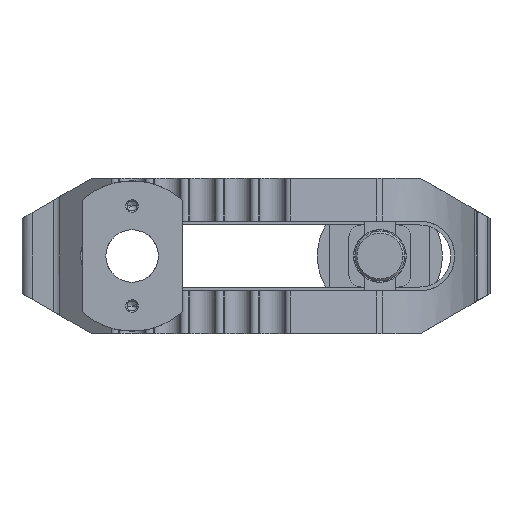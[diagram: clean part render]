
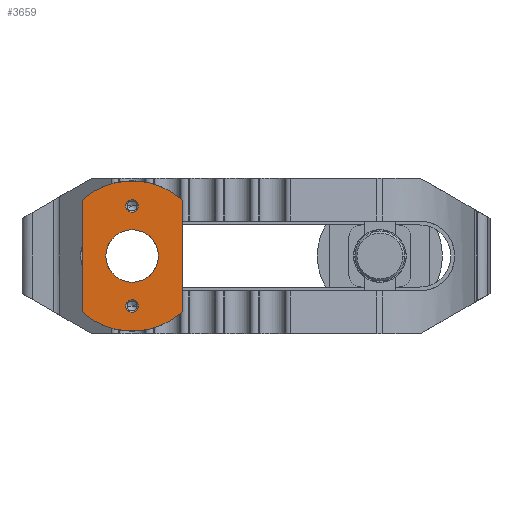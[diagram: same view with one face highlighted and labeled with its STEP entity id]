
A CAD part, front view. The second image highlights one B-rep face of the part: STEP entity #3659.
In plain terms, the highlighted planar face has unit normal (0, -1, 0).
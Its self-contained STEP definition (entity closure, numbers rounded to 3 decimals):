
#1839=EDGE_CURVE('',#4897,#2485,#5297,.T.);
#2137=EDGE_CURVE('',#2165,#2355,#5617,.T.);
#2165=VERTEX_POINT('',#5650);
#2355=VERTEX_POINT('',#5857);
#2403=EDGE_CURVE('',#2355,#2165,#5906,.T.);
#2485=VERTEX_POINT('',#5996);
#2673=VERTEX_POINT('',#6208);
#2925=VERTEX_POINT('',#6481);
#3305=VERTEX_POINT('',#6904);
#3417=EDGE_CURVE('',#2925,#3483,#7031,.T.);
#3483=VERTEX_POINT('',#7106);
#3491=EDGE_CURVE('',#3305,#3483,#7115,.T.);
#3657=EDGE_CURVE('',#2485,#4897,#7298,.T.);
#3659=ADVANCED_FACE('',(#7300,#7301,#7302,#7303),#7304,.T.);
#3715=EDGE_CURVE('',#4239,#2673,#7367,.T.);
#3895=VERTEX_POINT('',#7566);
#4239=VERTEX_POINT('',#7940);
#4759=EDGE_CURVE('',#2925,#3895,#8507,.T.);
#4841=EDGE_CURVE('',#2673,#4239,#8596,.T.);
#4897=VERTEX_POINT('',#8657);
#4899=EDGE_CURVE('',#3895,#3305,#8659,.T.);
#5297=CIRCLE('',#9124,2.5);
#5617=CIRCLE('',#9579,10.5);
#5650=CARTESIAN_POINT('',(-10.5,0.,0.));
#5857=CARTESIAN_POINT('',(10.5,0.0,0.));
#5906=CIRCLE('',#10006,10.5);
#5996=CARTESIAN_POINT('',(2.5,0.,-20.0));
#6208=CARTESIAN_POINT('',(-2.5,0.,20.0));
#6481=CARTESIAN_POINT('',(-20.0,0.,22.361));
#6904=CARTESIAN_POINT('',(20.0,0.0,-22.361));
#7031=LINE('',#11813,#11814);
#7106=CARTESIAN_POINT('',(-20.0,0.,-22.361));
#7115=CIRCLE('',#11959,30.0);
#7298=CIRCLE('',#12269,2.5);
#7300=FACE_BOUND('',#12271,.T.);
#7301=FACE_BOUND('',#12272,.T.);
#7302=FACE_BOUND('',#12273,.T.);
#7303=FACE_OUTER_BOUND('',#12274,.T.);
#7304=PLANE('',#12275);
#7367=CIRCLE('',#12357,2.5);
#7566=CARTESIAN_POINT('',(20.0,0.0,22.361));
#7940=CARTESIAN_POINT('',(2.5,0.0,20.0));
#8507=CIRCLE('',#14157,30.0);
#8596=CIRCLE('',#14274,2.5);
#8657=CARTESIAN_POINT('',(-2.5,0.0,-20.0));
#8659=LINE('',#14363,#14364);
#9124=AXIS2_PLACEMENT_3D('',#14875,#14876,#14877);
#9579=AXIS2_PLACEMENT_3D('',#15189,#15190,#15191);
#10006=AXIS2_PLACEMENT_3D('',#15523,#15524,#15525);
#11813=CARTESIAN_POINT('',(-20.0,0.,31.0));
#11814=VECTOR('',#16890,1.0);
#11959=AXIS2_PLACEMENT_3D('',#16981,#16982,#16983);
#12269=AXIS2_PLACEMENT_3D('',#17220,#17221,#17222);
#12271=EDGE_LOOP('',(#17224,#17225));
#12272=EDGE_LOOP('',(#17226,#17227));
#12273=EDGE_LOOP('',(#17228,#17229));
#12274=EDGE_LOOP('',(#17230,#17231,#17232,#17233));
#12275=AXIS2_PLACEMENT_3D('',#17234,#17235,#17236);
#12357=AXIS2_PLACEMENT_3D('',#17316,#17317,#17318);
#14157=AXIS2_PLACEMENT_3D('',#18601,#18602,#18603);
#14274=AXIS2_PLACEMENT_3D('',#18699,#18700,#18701);
#14363=CARTESIAN_POINT('',(20.0,0.,31.0));
#14364=VECTOR('',#18762,1.0);
#14875=CARTESIAN_POINT('',(0.0,0.0,-20.0));
#14876=DIRECTION('',(0.,1.0,0.));
#14877=DIRECTION('',(-1.0,0.,0.));
#15189=CARTESIAN_POINT('',(0.0,0.0,0.0));
#15190=DIRECTION('',(0.,1.0,0.));
#15191=DIRECTION('',(-1.0,0.,0.));
#15523=CARTESIAN_POINT('',(0.0,0.0,0.0));
#15524=DIRECTION('',(0.,1.0,0.));
#15525=DIRECTION('',(-1.0,0.,0.));
#16890=DIRECTION('',(0.0,0.,-1.0));
#16981=CARTESIAN_POINT('',(0.0,0.0,0.0));
#16982=DIRECTION('',(0.,1.0,0.));
#16983=DIRECTION('',(-1.0,0.,0.));
#17220=CARTESIAN_POINT('',(0.0,0.0,-20.0));
#17221=DIRECTION('',(0.,1.0,0.));
#17222=DIRECTION('',(-1.0,0.,0.));
#17224=ORIENTED_EDGE('',*,*,#1839,.T.);
#17225=ORIENTED_EDGE('',*,*,#3657,.T.);
#17226=ORIENTED_EDGE('',*,*,#3715,.T.);
#17227=ORIENTED_EDGE('',*,*,#4841,.T.);
#17228=ORIENTED_EDGE('',*,*,#2403,.T.);
#17229=ORIENTED_EDGE('',*,*,#2137,.T.);
#17230=ORIENTED_EDGE('',*,*,#4759,.F.);
#17231=ORIENTED_EDGE('',*,*,#3417,.T.);
#17232=ORIENTED_EDGE('',*,*,#3491,.F.);
#17233=ORIENTED_EDGE('',*,*,#4899,.F.);
#17234=CARTESIAN_POINT('',(-20.0,0.,31.0));
#17235=DIRECTION('',(0.,-1.0,0.));
#17236=DIRECTION('',(-1.0,0.,0.));
#17316=CARTESIAN_POINT('',(0.0,0.0,20.0));
#17317=DIRECTION('',(0.,1.0,0.));
#17318=DIRECTION('',(1.0,0.,0.));
#18601=CARTESIAN_POINT('',(0.0,0.0,0.0));
#18602=DIRECTION('',(0.,1.0,0.));
#18603=DIRECTION('',(-1.0,0.,0.));
#18699=CARTESIAN_POINT('',(0.0,0.0,20.0));
#18700=DIRECTION('',(0.,1.0,0.));
#18701=DIRECTION('',(1.0,0.,0.));
#18762=DIRECTION('',(0.0,0.,-1.0));
